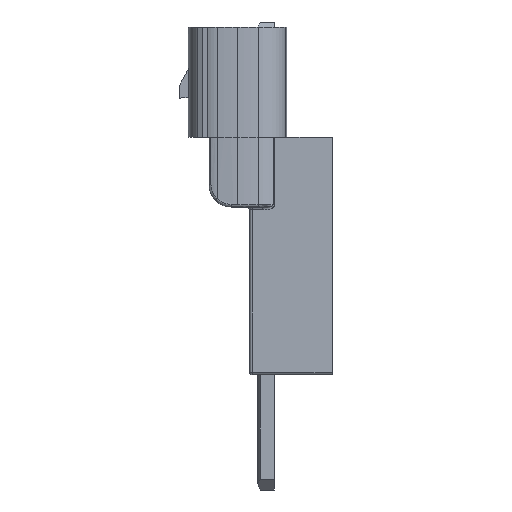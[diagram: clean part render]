
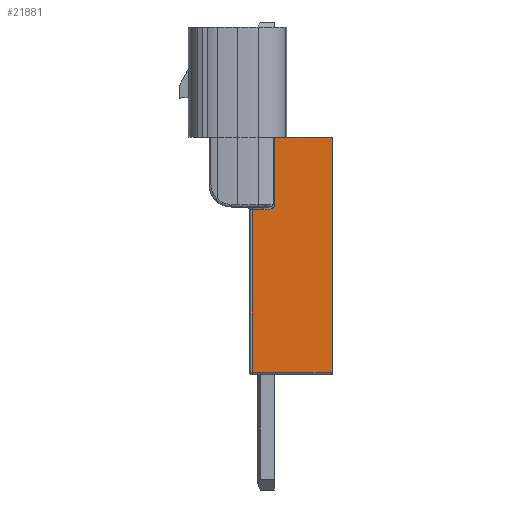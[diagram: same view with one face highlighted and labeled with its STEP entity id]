
A CAD part, left-side view. The second image highlights one B-rep face of the part: STEP entity #21881.
In plain terms, the highlighted planar face has unit normal (-1, 0, 0).
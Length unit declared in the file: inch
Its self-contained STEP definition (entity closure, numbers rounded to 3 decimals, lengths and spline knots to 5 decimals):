
#96 = VERTEX_POINT ( 'NONE', #7633 ) ;
#129 = CARTESIAN_POINT ( 'NONE',  ( -0.14212, -0.01751, -0.43791 ) ) ;
#829 = PLANE ( 'NONE',  #21417 ) ;
#1317 = EDGE_CURVE ( 'NONE', #4888, #16119, #11210, .T. ) ;
#1330 = VERTEX_POINT ( 'NONE', #14150 ) ;
#1903 = CARTESIAN_POINT ( 'NONE',  ( -0.14212, -0.00754, -0.44685 ) ) ;
#2607 = DIRECTION ( 'NONE',  ( 0., 0., 1. ) ) ;
#2977 = DIRECTION ( 'NONE',  ( 0., 1., 0. ) ) ;
#3493 = EDGE_CURVE ( 'NONE', #18655, #4888, #13599, .T. ) ;
#3644 = CARTESIAN_POINT ( 'NONE',  ( -0.14212, 0.00434, -0.45296 ) ) ;
#4059 = LINE ( 'NONE', #22524, #16250 ) ;
#4136 = VECTOR ( 'NONE', #12773, 39.37008 ) ;
#4178 = EDGE_CURVE ( 'NONE', #16119, #16224, #4059, .T. ) ;
#4358 = VECTOR ( 'NONE', #2977, 39.37008 ) ;
#4386 = LINE ( 'NONE', #4775, #16595 ) ;
#4431 = DIRECTION ( 'NONE',  ( 0., -1., 0. ) ) ;
#4535 = ORIENTED_EDGE ( 'NONE', *, *, #17941, .T. ) ;
#4617 = ORIENTED_EDGE ( 'NONE', *, *, #6493, .T. ) ;
#4775 = CARTESIAN_POINT ( 'NONE',  ( -0.14212, -0.02326, -0.4213 ) ) ;
#4888 = VERTEX_POINT ( 'NONE', #18383 ) ;
#5388 = CARTESIAN_POINT ( 'NONE',  ( -0.14212, 0.02131, -0.45817 ) ) ;
#5681 = FACE_OUTER_BOUND ( 'NONE', #21966, .T. ) ;
#6493 = EDGE_CURVE ( 'NONE', #1330, #18655, #17653, .T. ) ;
#7134 = CARTESIAN_POINT ( 'NONE',  ( -0.14212, 0.04762, -0.46108 ) ) ;
#7633 = CARTESIAN_POINT ( 'NONE',  ( -0.14212, -0.02326, 0.0587 ) ) ;
#8474 = DIRECTION ( 'NONE',  ( 0., 0., -1. ) ) ;
#8890 = CARTESIAN_POINT ( 'NONE',  ( -0.14212, 0.0653, -0.4613 ) ) ;
#8985 = ORIENTED_EDGE ( 'NONE', *, *, #17499, .F. ) ;
#8991 = VECTOR ( 'NONE', #8474, 39.37008 ) ;
#9275 = CARTESIAN_POINT ( 'NONE',  ( -0.14212, -0.43301, 0.0587 ) ) ;
#9491 = CARTESIAN_POINT ( 'NONE',  ( -0.14212, -0.43301, 0.0587 ) ) ;
#10396 = DIRECTION ( 'NONE',  ( 0., 0., 1. ) ) ;
#10538 = CARTESIAN_POINT ( 'NONE',  ( -0.14212, -0.02194, -0.43019 ) ) ;
#10631 = ORIENTED_EDGE ( 'NONE', *, *, #17767, .T. ) ;
#11210 = LINE ( 'NONE', #21944, #19367 ) ;
#11981 = CARTESIAN_POINT ( 'NONE',  ( -0.14212, -0.43301, -1.6213 ) ) ;
#12094 = ORIENTED_EDGE ( 'NONE', *, *, #4178, .T. ) ;
#12292 = CARTESIAN_POINT ( 'NONE',  ( -0.14212, -0.01442, -0.44127 ) ) ;
#12773 = DIRECTION ( 'NONE',  ( 0., -1., 0. ) ) ;
#12786 = CARTESIAN_POINT ( 'NONE',  ( -0.14212, -0.02326, -0.4213 ) ) ;
#12823 = LINE ( 'NONE', #9275, #4136 ) ;
#12976 = DIRECTION ( 'NONE',  ( 1., 0., 0. ) ) ;
#13356 = CARTESIAN_POINT ( 'NONE',  ( -0.14212, 0.13749, -0.4613 ) ) ;
#13599 = LINE ( 'NONE', #22240, #8991 ) ;
#13981 = ORIENTED_EDGE ( 'NONE', *, *, #3493, .T. ) ;
#14051 = CARTESIAN_POINT ( 'NONE',  ( -0.14212, -0.00365, -0.44917 ) ) ;
#14150 = CARTESIAN_POINT ( 'NONE',  ( -0.14212, 0.0653, -0.4613 ) ) ;
#14432 = B_SPLINE_CURVE_WITH_KNOTS ( 'NONE', 3,
 ( #19119, #20876, #10538, #129, #12292, #1903, #14051, #3644, #15779, #5388, #17513, #7134, #19274, #8890 ),
 .UNSPECIFIED., .F., .F.,
 ( 4, 2, 2, 2, 2, 2, 4 ),
 ( 0., 0.00034, 0.00067, 0.00101, 0.00135, 0.00202, 0.0027 ),
 .UNSPECIFIED. ) ;
#15779 = CARTESIAN_POINT ( 'NONE',  ( -0.14212, 0.0085, -0.45446 ) ) ;
#16119 = VERTEX_POINT ( 'NONE', #11981 ) ;
#16224 = VERTEX_POINT ( 'NONE', #17579 ) ;
#16250 = VECTOR ( 'NONE', #10396, 39.37008 ) ;
#16595 = VECTOR ( 'NONE', #18667, 39.37008 ) ;
#17240 = ORIENTED_EDGE ( 'NONE', *, *, #1317, .T. ) ;
#17499 = EDGE_CURVE ( 'NONE', #96, #16224, #12823, .T. ) ;
#17513 = CARTESIAN_POINT ( 'NONE',  ( -0.14212, 0.03008, -0.45951 ) ) ;
#17579 = CARTESIAN_POINT ( 'NONE',  ( -0.14212, -0.43301, 0.0587 ) ) ;
#17653 = LINE ( 'NONE', #13356, #4358 ) ;
#17767 = EDGE_CURVE ( 'NONE', #96, #21320, #4386, .T. ) ;
#17941 = EDGE_CURVE ( 'NONE', #21320, #1330, #14432, .T. ) ;
#18383 = CARTESIAN_POINT ( 'NONE',  ( -0.14212, 0.13749, -1.6213 ) ) ;
#18655 = VERTEX_POINT ( 'NONE', #19987 ) ;
#18667 = DIRECTION ( 'NONE',  ( 0., 0., -1. ) ) ;
#19119 = CARTESIAN_POINT ( 'NONE',  ( -0.14212, -0.02326, -0.4213 ) ) ;
#19274 = CARTESIAN_POINT ( 'NONE',  ( -0.14212, 0.05645, -0.4613 ) ) ;
#19367 = VECTOR ( 'NONE', #4431, 39.37008 ) ;
#19987 = CARTESIAN_POINT ( 'NONE',  ( -0.14212, 0.13749, -0.4613 ) ) ;
#20876 = CARTESIAN_POINT ( 'NONE',  ( -0.14212, -0.02326, -0.42582 ) ) ;
#21320 = VERTEX_POINT ( 'NONE', #12786 ) ;
#21417 = AXIS2_PLACEMENT_3D ( 'NONE', #9491, #12976, #2607 ) ;
#21881 = ADVANCED_FACE ( 'NONE', ( #5681 ), #829, .F. ) ;
#21944 = CARTESIAN_POINT ( 'NONE',  ( -0.14212, -0.43301, -1.6213 ) ) ;
#21966 = EDGE_LOOP ( 'NONE', ( #8985, #10631, #4535, #4617, #13981, #17240, #12094 ) ) ;
#22240 = CARTESIAN_POINT ( 'NONE',  ( -0.14212, 0.13749, 0.0587 ) ) ;
#22524 = CARTESIAN_POINT ( 'NONE',  ( -0.14212, -0.43301, 0.0587 ) ) ;
